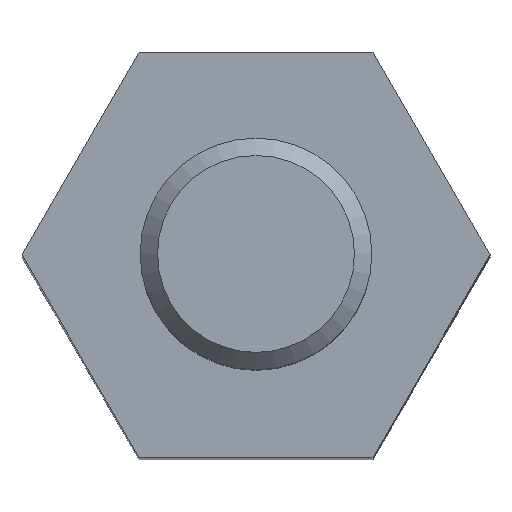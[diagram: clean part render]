
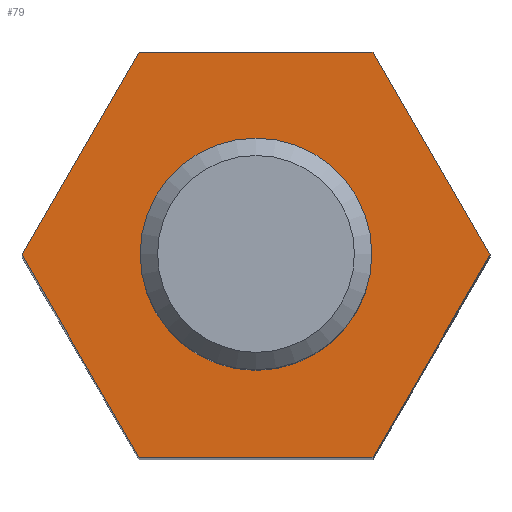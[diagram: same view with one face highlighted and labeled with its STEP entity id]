
A CAD part, top view. The second image highlights one B-rep face of the part: STEP entity #79.
In plain terms, the highlighted planar face has unit normal (0, 0, 1).
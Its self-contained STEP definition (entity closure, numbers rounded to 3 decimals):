
#79 = ADVANCED_FACE( '', ( #169, #170 ), #171, .T. );
#169 = FACE_BOUND( '', #263, .T. );
#170 = FACE_OUTER_BOUND( '', #264, .T. );
#171 = PLANE( '', #265 );
#263 = EDGE_LOOP( '', ( #404 ) );
#264 = EDGE_LOOP( '', ( #405, #406, #407, #408, #409, #410 ) );
#265 = AXIS2_PLACEMENT_3D( '', #411, #412, #413 );
#404 = ORIENTED_EDGE( '', *, *, #528, .T. );
#405 = ORIENTED_EDGE( '', *, *, #529, .T. );
#406 = ORIENTED_EDGE( '', *, *, #530, .T. );
#407 = ORIENTED_EDGE( '', *, *, #501, .T. );
#408 = ORIENTED_EDGE( '', *, *, #531, .T. );
#409 = ORIENTED_EDGE( '', *, *, #532, .T. );
#410 = ORIENTED_EDGE( '', *, *, #514, .T. );
#411 = CARTESIAN_POINT( '', ( 0., 0., 25. ) );
#412 = DIRECTION( '', ( 0., 0., 1. ) );
#413 = DIRECTION( '', ( 1., 0., 0. ) );
#501 = EDGE_CURVE( '', #581, #579, #582, .T. );
#514 = EDGE_CURVE( '', #602, #600, #603, .T. );
#528 = EDGE_CURVE( '', #618, #618, #619, .F. );
#529 = EDGE_CURVE( '', #600, #620, #621, .T. );
#530 = EDGE_CURVE( '', #620, #581, #622, .T. );
#531 = EDGE_CURVE( '', #579, #623, #624, .T. );
#532 = EDGE_CURVE( '', #623, #602, #625, .T. );
#579 = VERTEX_POINT( '', #726 );
#581 = VERTEX_POINT( '', #729 );
#582 = LINE( '', #730, #731 );
#600 = VERTEX_POINT( '', #755 );
#602 = VERTEX_POINT( '', #758 );
#603 = LINE( '', #759, #760 );
#618 = VERTEX_POINT( '', #783 );
#619 = CIRCLE( '', #784, 1.852 );
#620 = VERTEX_POINT( '', #785 );
#621 = LINE( '', #786, #787 );
#622 = LINE( '', #788, #789 );
#623 = VERTEX_POINT( '', #790 );
#624 = LINE( '', #791, #792 );
#625 = LINE( '', #793, #794 );
#726 = CARTESIAN_POINT( '', ( -2.021, -3.5, 25. ) );
#729 = CARTESIAN_POINT( '', ( -4.041, 0., 25. ) );
#730 = CARTESIAN_POINT( '', ( -4.041, 0., 25. ) );
#731 = VECTOR( '', #844, 1000. );
#755 = CARTESIAN_POINT( '', ( 2.021, 3.5, 25. ) );
#758 = CARTESIAN_POINT( '', ( 4.041, 0., 25. ) );
#759 = CARTESIAN_POINT( '', ( 4.041, 0., 25. ) );
#760 = VECTOR( '', #862, 1000. );
#783 = CARTESIAN_POINT( '', ( 1.852, 0., 25. ) );
#784 = AXIS2_PLACEMENT_3D( '', #876, #877, #878 );
#785 = CARTESIAN_POINT( '', ( -2.021, 3.5, 25. ) );
#786 = CARTESIAN_POINT( '', ( 2.021, 3.5, 25. ) );
#787 = VECTOR( '', #879, 1000. );
#788 = CARTESIAN_POINT( '', ( -2.021, 3.5, 25. ) );
#789 = VECTOR( '', #880, 1000. );
#790 = CARTESIAN_POINT( '', ( 2.021, -3.5, 25. ) );
#791 = CARTESIAN_POINT( '', ( -2.021, -3.5, 25. ) );
#792 = VECTOR( '', #881, 1000. );
#793 = CARTESIAN_POINT( '', ( 2.021, -3.5, 25. ) );
#794 = VECTOR( '', #882, 1000. );
#844 = DIRECTION( '', ( 0.5, -0.866, 0. ) );
#862 = DIRECTION( '', ( -0.5, 0.866, 0. ) );
#876 = CARTESIAN_POINT( '', ( 0., 0., 25. ) );
#877 = DIRECTION( '', ( 0., 0., 1. ) );
#878 = DIRECTION( '', ( 1., 0., 0. ) );
#879 = DIRECTION( '', ( -1., 0., 0. ) );
#880 = DIRECTION( '', ( -0.5, -0.866, 0. ) );
#881 = DIRECTION( '', ( 1., 0., 0. ) );
#882 = DIRECTION( '', ( 0.5, 0.866, 0. ) );
